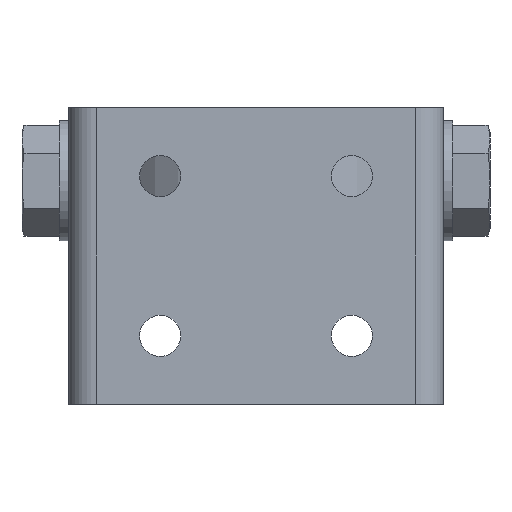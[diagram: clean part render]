
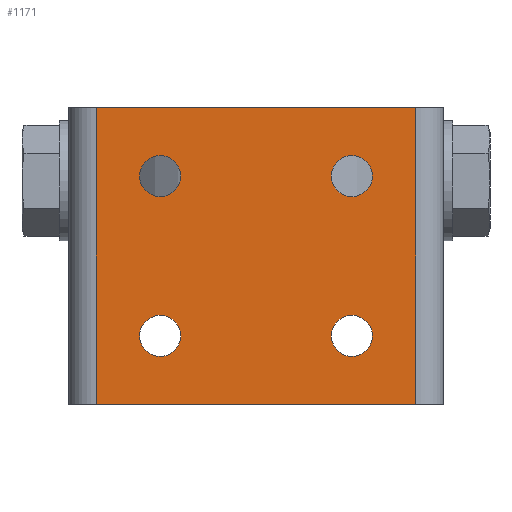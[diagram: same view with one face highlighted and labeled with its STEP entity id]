
A CAD part, front view. The second image highlights one B-rep face of the part: STEP entity #1171.
In plain terms, the highlighted planar face has unit normal (0, -1, 0).
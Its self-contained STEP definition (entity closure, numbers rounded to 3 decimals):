
#95=LINE('',#1795,#157);
#96=LINE('',#1807,#158);
#97=LINE('',#1809,#159);
#98=LINE('',#1811,#160);
#157=VECTOR('',#1443,1000.);
#158=VECTOR('',#1456,1000.);
#159=VECTOR('',#1457,1000.);
#160=VECTOR('',#1458,1000.);
#217=PLANE('',#1284);
#265=ORIENTED_EDGE('',*,*,#587,.F.);
#266=ORIENTED_EDGE('',*,*,#588,.F.);
#267=ORIENTED_EDGE('',*,*,#589,.F.);
#268=ORIENTED_EDGE('',*,*,#590,.F.);
#269=ORIENTED_EDGE('',*,*,#591,.T.);
#270=ORIENTED_EDGE('',*,*,#592,.F.);
#271=ORIENTED_EDGE('',*,*,#593,.F.);
#272=ORIENTED_EDGE('',*,*,#585,.T.);
#585=EDGE_CURVE('',#747,#746,#95,.T.);
#587=EDGE_CURVE('',#748,#748,#857,.F.);
#588=EDGE_CURVE('',#749,#749,#858,.F.);
#589=EDGE_CURVE('',#750,#750,#859,.F.);
#590=EDGE_CURVE('',#751,#751,#860,.F.);
#591=EDGE_CURVE('',#746,#752,#96,.T.);
#592=EDGE_CURVE('',#753,#752,#97,.T.);
#593=EDGE_CURVE('',#747,#753,#98,.T.);
#746=VERTEX_POINT('',#1794);
#747=VERTEX_POINT('',#1796);
#748=VERTEX_POINT('',#1800);
#749=VERTEX_POINT('',#1802);
#750=VERTEX_POINT('',#1804);
#751=VERTEX_POINT('',#1806);
#752=VERTEX_POINT('',#1808);
#753=VERTEX_POINT('',#1810);
#857=CIRCLE('',#1285,4.5);
#858=CIRCLE('',#1286,4.5);
#859=CIRCLE('',#1287,4.5);
#860=CIRCLE('',#1288,4.5);
#919=EDGE_LOOP('',(#265));
#920=EDGE_LOOP('',(#266));
#921=EDGE_LOOP('',(#267));
#922=EDGE_LOOP('',(#268));
#923=EDGE_LOOP('',(#269,#270,#271,#272));
#1037=FACE_BOUND('',#919,.T.);
#1038=FACE_BOUND('',#920,.T.);
#1039=FACE_BOUND('',#921,.T.);
#1040=FACE_BOUND('',#922,.T.);
#1041=FACE_BOUND('',#923,.T.);
#1171=ADVANCED_FACE('',(#1037,#1038,#1039,#1040,#1041),#217,.F.);
#1284=AXIS2_PLACEMENT_3D('',#1798,#1446,#1447);
#1285=AXIS2_PLACEMENT_3D('',#1799,#1448,#1449);
#1286=AXIS2_PLACEMENT_3D('',#1801,#1450,#1451);
#1287=AXIS2_PLACEMENT_3D('',#1803,#1452,#1453);
#1288=AXIS2_PLACEMENT_3D('',#1805,#1454,#1455);
#1443=DIRECTION('',(0.,0.,-1.));
#1446=DIRECTION('',(0.,1.,0.));
#1447=DIRECTION('',(0.,0.,1.));
#1448=DIRECTION('',(0.,1.,0.));
#1449=DIRECTION('',(0.,0.,1.));
#1450=DIRECTION('',(0.,1.,0.));
#1451=DIRECTION('',(0.,0.,1.));
#1452=DIRECTION('',(0.,1.,0.));
#1453=DIRECTION('',(0.,0.,1.));
#1454=DIRECTION('',(0.,1.,0.));
#1455=DIRECTION('',(0.,0.,1.));
#1456=DIRECTION('',(1.,0.,0.));
#1457=DIRECTION('',(0.,0.,-1.));
#1458=DIRECTION('',(1.,0.,0.));
#1794=CARTESIAN_POINT('',(-35.05,0.,0.));
#1795=CARTESIAN_POINT('',(-35.05,0.,65.));
#1796=CARTESIAN_POINT('',(-35.05,0.,65.));
#1798=CARTESIAN_POINT('',(-35.05,0.,65.));
#1799=CARTESIAN_POINT('',(-21.,0.,15.));
#1800=CARTESIAN_POINT('',(-21.,0.,19.5));
#1801=CARTESIAN_POINT('',(21.,0.,50.));
#1802=CARTESIAN_POINT('',(21.,0.,54.5));
#1803=CARTESIAN_POINT('',(-21.,0.,50.));
#1804=CARTESIAN_POINT('',(-21.,0.,54.5));
#1805=CARTESIAN_POINT('',(21.,0.,15.));
#1806=CARTESIAN_POINT('',(21.,0.,19.5));
#1807=CARTESIAN_POINT('',(-35.05,0.,0.));
#1808=CARTESIAN_POINT('',(35.05,0.,0.));
#1809=CARTESIAN_POINT('',(35.05,0.,65.));
#1810=CARTESIAN_POINT('',(35.05,0.,65.));
#1811=CARTESIAN_POINT('',(-35.05,0.,65.));
